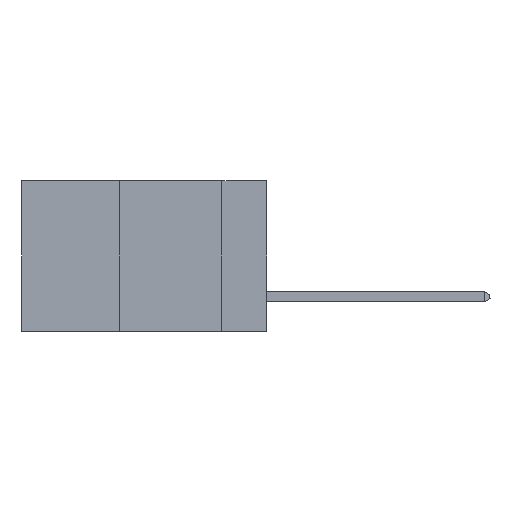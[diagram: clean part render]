
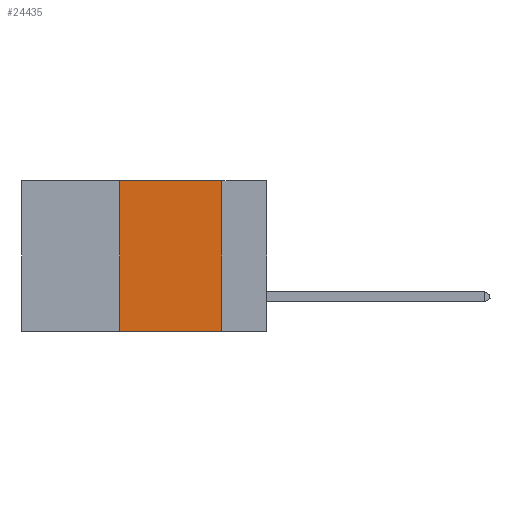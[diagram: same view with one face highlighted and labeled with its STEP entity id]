
A CAD part, left-side view. The second image highlights one B-rep face of the part: STEP entity #24435.
In plain terms, the highlighted planar face has unit normal (-1, 0, 0).
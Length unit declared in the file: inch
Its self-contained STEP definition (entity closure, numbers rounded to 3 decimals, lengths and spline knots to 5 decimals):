
#2930 = LINE ( 'NONE', #30083, #44526 ) ;
#3872 = LINE ( 'NONE', #13628, #34795 ) ;
#4742 = ORIENTED_EDGE ( 'NONE', *, *, #41941, .F. ) ;
#6043 = EDGE_LOOP ( 'NONE', ( #12641, #39711, #4742, #22257 ) ) ;
#6429 = EDGE_CURVE ( 'NONE', #32572, #17333, #2930, .T. ) ;
#10760 = DIRECTION ( 'NONE',  ( 0., 0., 1. ) ) ;
#10867 = CARTESIAN_POINT ( 'NONE',  ( 0., 0.11, 0. ) ) ;
#11465 = DIRECTION ( 'NONE',  ( 0., 0., -1. ) ) ;
#12641 = ORIENTED_EDGE ( 'NONE', *, *, #23942, .F. ) ;
#13628 = CARTESIAN_POINT ( 'NONE',  ( 0., 0.36, 0. ) ) ;
#14019 = CARTESIAN_POINT ( 'NONE',  ( 0., 0.36, 0. ) ) ;
#14136 = DIRECTION ( 'NONE',  ( 1., 0., 0. ) ) ;
#15702 = CARTESIAN_POINT ( 'NONE',  ( 0., 0.36, -0.37 ) ) ;
#15886 = AXIS2_PLACEMENT_3D ( 'NONE', #37980, #14136, #17595 ) ;
#16707 = DIRECTION ( 'NONE',  ( 0., -1., 0. ) ) ;
#16805 = VECTOR ( 'NONE', #34887, 39.37008 ) ;
#17333 = VERTEX_POINT ( 'NONE', #37912 ) ;
#17595 = DIRECTION ( 'NONE',  ( 0., 0., -1. ) ) ;
#22257 = ORIENTED_EDGE ( 'NONE', *, *, #28660, .T. ) ;
#23942 = EDGE_CURVE ( 'NONE', #17333, #26039, #32833, .T. ) ;
#24435 = ADVANCED_FACE ( 'NONE', ( #32788 ), #31340, .F. ) ;
#26039 = VERTEX_POINT ( 'NONE', #31288 ) ;
#27160 = LINE ( 'NONE', #30888, #16805 ) ;
#28660 = EDGE_CURVE ( 'NONE', #41278, #26039, #27160, .T. ) ;
#30083 = CARTESIAN_POINT ( 'NONE',  ( 0., 0.6, 0. ) ) ;
#30888 = CARTESIAN_POINT ( 'NONE',  ( 0., 0.6, -0.37 ) ) ;
#31288 = CARTESIAN_POINT ( 'NONE',  ( 0., 0.11, -0.37 ) ) ;
#31340 = PLANE ( 'NONE',  #15886 ) ;
#32572 = VERTEX_POINT ( 'NONE', #14019 ) ;
#32788 = FACE_OUTER_BOUND ( 'NONE', #6043, .T. ) ;
#32833 = LINE ( 'NONE', #10867, #33409 ) ;
#33409 = VECTOR ( 'NONE', #11465, 39.37008 ) ;
#34795 = VECTOR ( 'NONE', #10760, 39.37008 ) ;
#34887 = DIRECTION ( 'NONE',  ( 0., -1., 0. ) ) ;
#37912 = CARTESIAN_POINT ( 'NONE',  ( 0., 0.11, 0. ) ) ;
#37980 = CARTESIAN_POINT ( 'NONE',  ( 0., 0.6, 0. ) ) ;
#39711 = ORIENTED_EDGE ( 'NONE', *, *, #6429, .F. ) ;
#41278 = VERTEX_POINT ( 'NONE', #15702 ) ;
#41941 = EDGE_CURVE ( 'NONE', #41278, #32572, #3872, .T. ) ;
#44526 = VECTOR ( 'NONE', #16707, 39.37008 ) ;
